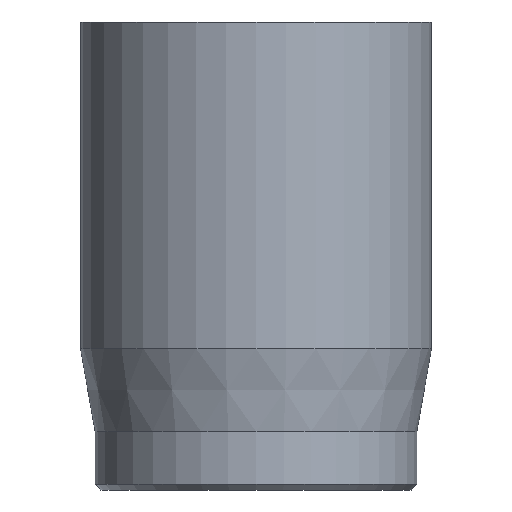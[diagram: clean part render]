
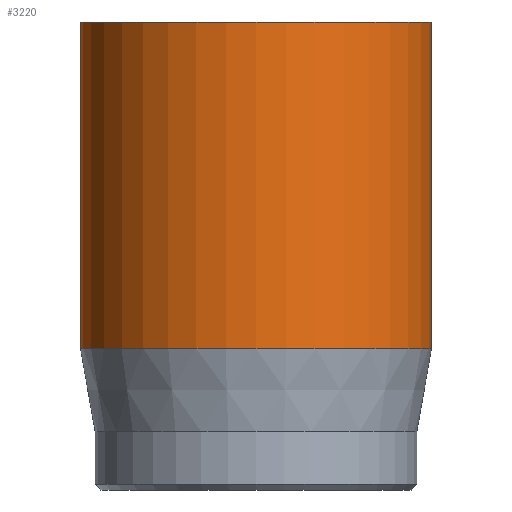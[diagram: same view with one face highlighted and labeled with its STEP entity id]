
A CAD part, front view. The second image highlights one B-rep face of the part: STEP entity #3220.
In plain terms, the highlighted cylindrical face has radius 3 mm (diameter 6 mm), a full revolution.
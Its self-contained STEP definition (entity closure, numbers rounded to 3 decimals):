
#31=CYLINDRICAL_SURFACE('',#3379,3.);
#45=CIRCLE('',#3356,3.);
#57=CIRCLE('',#3377,3.);
#58=CIRCLE('',#3378,3.);
#305=FACE_OUTER_BOUND('',#492,.T.);
#492=EDGE_LOOP('',(#2863,#2864,#2865,#2866,#2867));
#738=LINE('',#6034,#990);
#990=VECTOR('',#3791,3.);
#1487=VERTEX_POINT('',#5989);
#1499=VERTEX_POINT('',#6028);
#1500=VERTEX_POINT('',#6029);
#1941=EDGE_CURVE('',#1487,#1487,#45,.T.);
#1959=EDGE_CURVE('',#1499,#1500,#57,.T.);
#1960=EDGE_CURVE('',#1500,#1499,#58,.T.);
#1962=EDGE_CURVE('',#1487,#1499,#738,.T.);
#2863=ORIENTED_EDGE('',*,*,#1941,.T.);
#2864=ORIENTED_EDGE('',*,*,#1962,.T.);
#2865=ORIENTED_EDGE('',*,*,#1959,.T.);
#2866=ORIENTED_EDGE('',*,*,#1960,.T.);
#2867=ORIENTED_EDGE('',*,*,#1962,.F.);
#3220=ADVANCED_FACE('',(#305),#31,.T.);
#3356=AXIS2_PLACEMENT_3D('',#5990,#3736,#3737);
#3377=AXIS2_PLACEMENT_3D('',#6030,#3784,#3785);
#3378=AXIS2_PLACEMENT_3D('',#6031,#3786,#3787);
#3379=AXIS2_PLACEMENT_3D('',#6033,#3789,#3790);
#3736=DIRECTION('center_axis',(0.,0.,-1.));
#3737=DIRECTION('ref_axis',(-1.,0.,0.));
#3784=DIRECTION('center_axis',(0.,0.,1.));
#3785=DIRECTION('ref_axis',(-1.,0.,0.));
#3786=DIRECTION('center_axis',(0.,0.,1.));
#3787=DIRECTION('ref_axis',(-1.,0.,0.));
#3789=DIRECTION('center_axis',(0.,0.,1.));
#3790=DIRECTION('ref_axis',(-1.,0.,0.));
#3791=DIRECTION('',(0.,0.,-1.));
#5989=CARTESIAN_POINT('',(3.,0.,8.));
#5990=CARTESIAN_POINT('Origin',(0.,0.,8.));
#6028=CARTESIAN_POINT('',(3.,0.,2.418));
#6029=CARTESIAN_POINT('',(-3.,0.,2.418));
#6030=CARTESIAN_POINT('Origin',(0.,0.,2.418));
#6031=CARTESIAN_POINT('Origin',(0.,0.,2.418));
#6033=CARTESIAN_POINT('Origin',(0.,0.,0.));
#6034=CARTESIAN_POINT('',(3.,0.,0.));
